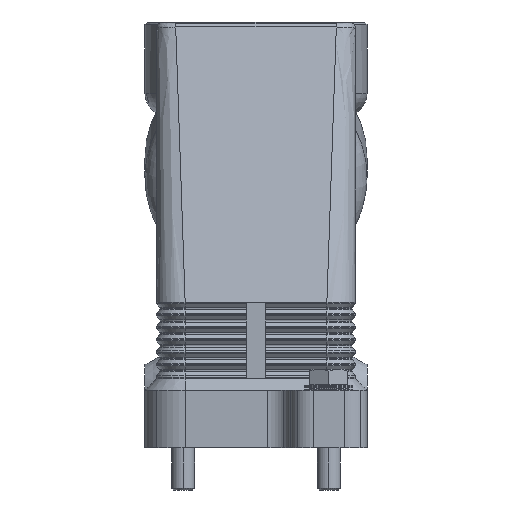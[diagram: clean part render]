
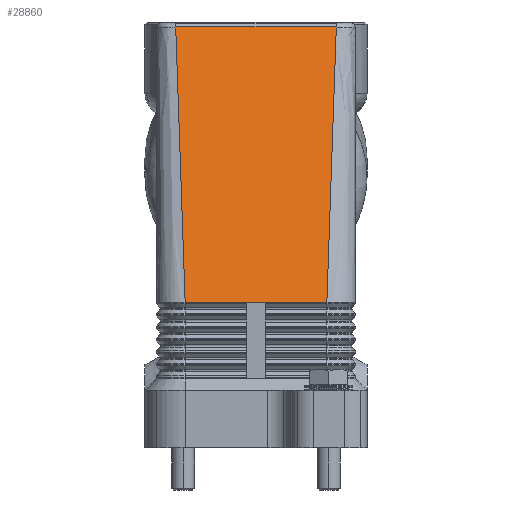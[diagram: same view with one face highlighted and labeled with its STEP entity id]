
A CAD part, left-side view. The second image highlights one B-rep face of the part: STEP entity #28860.
In plain terms, the highlighted planar face has unit normal (-0.965, 0, 0.264).
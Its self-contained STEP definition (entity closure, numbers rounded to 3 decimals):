
#5767=CARTESIAN_POINT('',(-55.052,20.962,109.896));
#5768=VERTEX_POINT('',#5767);
#5776=CARTESIAN_POINT('',(-55.052,-20.962,109.896));
#5777=VERTEX_POINT('',#5776);
#5778=CARTESIAN_POINT('',(-55.052,20.962,109.896));
#5779=DIRECTION('',(0.0,-1.0,0.0));
#5780=VECTOR('',#5779,41.924);
#5781=LINE('',#5778,#5780);
#5782=EDGE_CURVE('',#5768,#5777,#5781,.T.);
#18746=CARTESIAN_POINT('',(-74.75,-2.5,38.0));
#18747=VERTEX_POINT('',#18746);
#18765=CARTESIAN_POINT('',(-74.75,-18.5,38.0));
#18766=VERTEX_POINT('',#18765);
#18774=CARTESIAN_POINT('',(-74.75,-18.5,38.0));
#18775=DIRECTION('',(0.0,1.0,0.0));
#18776=VECTOR('',#18775,16.);
#18777=LINE('',#18774,#18776);
#18778=EDGE_CURVE('',#18766,#18747,#18777,.T.);
#20474=CARTESIAN_POINT('',(-74.75,2.5,38.0));
#20475=VERTEX_POINT('',#20474);
#20476=CARTESIAN_POINT('',(-74.75,-2.5,38.0));
#20477=DIRECTION('',(0.0,1.0,0.0));
#20478=VECTOR('',#20477,5.0);
#20479=LINE('',#20476,#20478);
#20480=EDGE_CURVE('',#18747,#20475,#20479,.T.);
#22840=CARTESIAN_POINT('',(-74.75,18.5,38.0));
#22841=VERTEX_POINT('',#22840);
#22842=CARTESIAN_POINT('',(-74.75,2.5,38.0));
#22843=DIRECTION('',(0.0,1.0,0.0));
#22844=VECTOR('',#22843,16.);
#22845=LINE('',#22842,#22844);
#22846=EDGE_CURVE('',#20475,#22841,#22845,.T.);
#24899=CARTESIAN_POINT('',(-56.072,-20.835,106.175));
#24900=VERTEX_POINT('',#24899);
#24901=CARTESIAN_POINT('',(-55.052,-20.962,109.896));
#24902=CARTESIAN_POINT('',(-55.392,-20.92,108.656));
#24903=CARTESIAN_POINT('',(-55.732,-20.877,107.416));
#24904=CARTESIAN_POINT('',(-56.072,-20.835,106.175));
#24905=B_SPLINE_CURVE_WITH_KNOTS('',3,(#24901,#24902,#24903,#24904),.UNSPECIFIED.,.F.,.U.,(4,4),(0.015,0.066),.UNSPECIFIED.);
#24906=EDGE_CURVE('',#5777,#24900,#24905,.T.);
#24908=CARTESIAN_POINT('',(-56.072,-20.835,106.175));
#24909=CARTESIAN_POINT('',(-62.298,-20.057,83.45));
#24910=CARTESIAN_POINT('',(-68.524,-19.278,60.725));
#24911=CARTESIAN_POINT('',(-74.75,-18.5,38.));
#24912=B_SPLINE_CURVE_WITH_KNOTS('',3,(#24908,#24909,#24910,#24911),.UNSPECIFIED.,.F.,.U.,(4,4),(0.066,1.0),.UNSPECIFIED.);
#24913=EDGE_CURVE('',#24900,#18766,#24912,.T.);
#26488=CARTESIAN_POINT('',(-56.072,20.835,106.175));
#26489=VERTEX_POINT('',#26488);
#26490=CARTESIAN_POINT('',(-55.052,20.962,109.896));
#26491=CARTESIAN_POINT('',(-55.392,20.92,108.656));
#26492=CARTESIAN_POINT('',(-55.732,20.877,107.416));
#26493=CARTESIAN_POINT('',(-56.072,20.835,106.175));
#26494=B_SPLINE_CURVE_WITH_KNOTS('',3,(#26490,#26491,#26492,#26493),.UNSPECIFIED.,.F.,.U.,(4,4),(0.015,0.066),.UNSPECIFIED.);
#26495=EDGE_CURVE('',#5768,#26489,#26494,.T.);
#26521=CARTESIAN_POINT('',(-56.072,20.835,106.175));
#26522=CARTESIAN_POINT('',(-62.298,20.057,83.45));
#26523=CARTESIAN_POINT('',(-68.524,19.278,60.725));
#26524=CARTESIAN_POINT('',(-74.75,18.5,38.));
#26525=B_SPLINE_CURVE_WITH_KNOTS('',3,(#26521,#26522,#26523,#26524),.UNSPECIFIED.,.F.,.U.,(4,4),(0.066,1.0),.UNSPECIFIED.);
#26526=EDGE_CURVE('',#26489,#22841,#26525,.T.);
#28845=CARTESIAN_POINT('',(-54.75,21.,111.));
#28846=DIRECTION('',(0.964,0.0,-0.264));
#28847=DIRECTION('',(-0.264,0.0,-0.964));
#28848=AXIS2_PLACEMENT_3D('',#28845,#28846,#28847);
#28849=PLANE('',#28848);
#28850=ORIENTED_EDGE('',*,*,#5782,.F.);
#28851=ORIENTED_EDGE('',*,*,#26495,.T.);
#28852=ORIENTED_EDGE('',*,*,#26526,.T.);
#28853=ORIENTED_EDGE('',*,*,#22846,.F.);
#28854=ORIENTED_EDGE('',*,*,#20480,.F.);
#28855=ORIENTED_EDGE('',*,*,#18778,.F.);
#28856=ORIENTED_EDGE('',*,*,#24913,.F.);
#28857=ORIENTED_EDGE('',*,*,#24906,.F.);
#28858=EDGE_LOOP('',(#28850,#28851,#28852,#28853,#28854,#28855,#28856,#28857));
#28859=FACE_OUTER_BOUND('',#28858,.T.);
#28860=ADVANCED_FACE('',(#28859),#28849,.F.);
